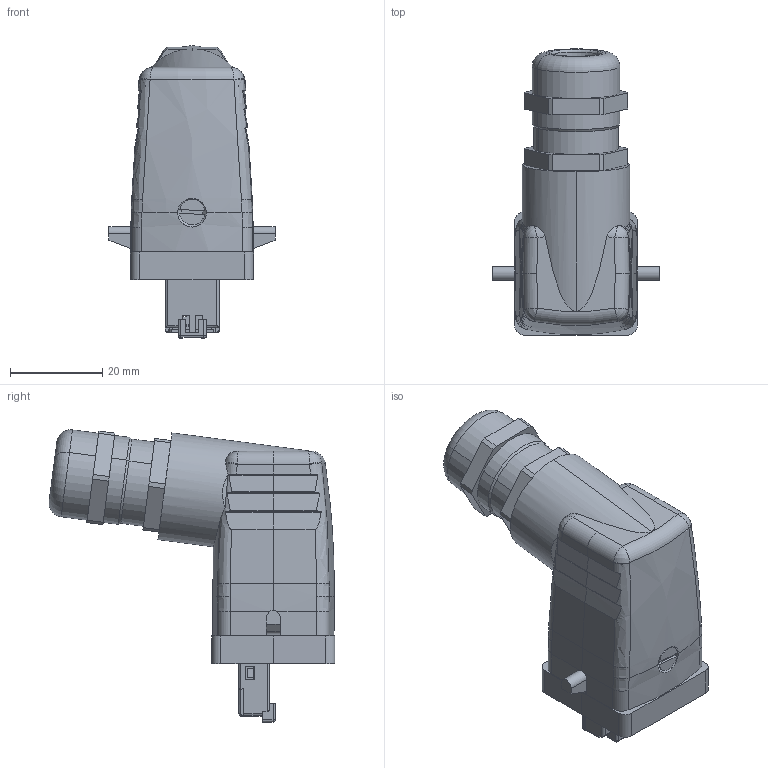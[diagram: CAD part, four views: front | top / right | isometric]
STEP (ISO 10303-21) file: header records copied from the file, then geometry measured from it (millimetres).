
FILE_DESCRIPTION(('CATIA V5 STEP Exchange','CAx-IF Rec.Pracs.--- Model Styling and Organization---1.5--- 2016-08-15','CAx-IF Rec.Pracs.---Supplemental Geometry---1.0---2011-11-01','CAx-IF Rec.Pracs.--- Composite Materials ---1.1---2010-07-15'),'2;1');
FILE_NAME ('005771-3_0', '2025-08-15T06:33:13+00:00', ('none'), ('Weidmueller'), 'CATIA Version 5-6 Release 2024 SP4', 'CATIA V5 STEP AP214 v3', 'none');
FILE_SCHEMA(('AUTOMOTIVE_DESIGN { 1 0 10303 214 1 1 1 1 }'));
Products named in the file (1): 1077300000
Bounding box: 36 x 61.94 x 63.35 mm (x, y, z)
Volume: 25053.8 mm3; surface area: 20417.1 mm2
Topology: 1 solids, 2 shells, 1050 faces, 2995 edges, 1930 vertices
Faces by surface type: plane 637, cylinder 172, cone 103, extrusion 62, bspline 57, torus 9, sphere 6, revolution 4
Entity records: 46595 total; most frequent: CARTESIAN_POINT 21068, ORIENTED_EDGE 5970, DIRECTION 3919, EDGE_CURVE 2985, VECTOR 2132, LINE 2070, VERTEX_POINT 1930, EDGE_LOOP 1105
